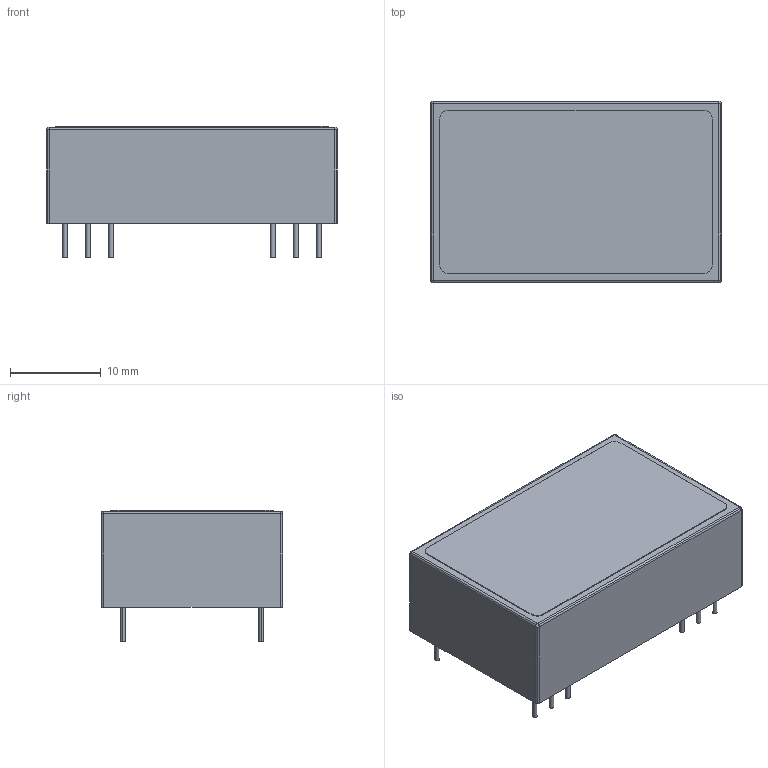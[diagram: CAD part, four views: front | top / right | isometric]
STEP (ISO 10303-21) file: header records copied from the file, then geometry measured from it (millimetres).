
FILE_DESCRIPTION((''),'2;1');
FILE_NAME('DCDC_TRACO_TEL3.stp','2009-12-08T16:17:34',(''),(''),'Mechanical Desktop 2006','Mechanical Desktop 2006',', , ');
FILE_SCHEMA(('AUTOMOTIVE_DESIGN { 1 2 10303 214 0 1 1 1 }'));
Length unit declared in the file: millimetre
Products named in the file (1): Product
Bounding box: 32 x 20 x 14.5 mm (x, y, z)
Volume: 6844.1 mm3; surface area: 3527.5 mm2
Topology: 14 solids, 14 shells, 88 faces, 172 edges, 108 vertices
Faces by surface type: cylinder 48, plane 36, sphere 4
Entity records: 2298 total; most frequent: DIRECTION 442, CARTESIAN_POINT 365, ORIENTED_EDGE 336, AXIS2_PLACEMENT_3D 185, EDGE_CURVE 168, VERTEX_POINT 108, CIRCLE 96, EDGE_LOOP 88
